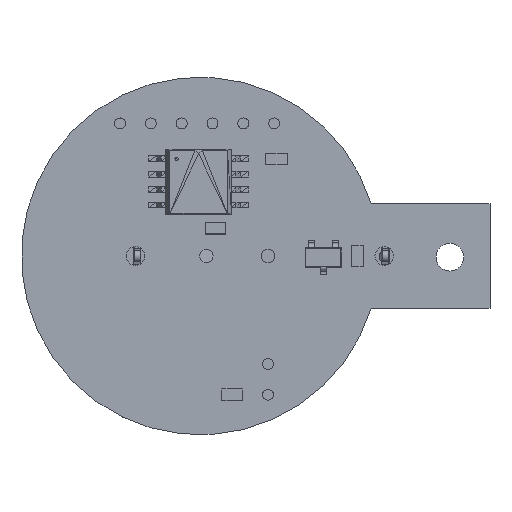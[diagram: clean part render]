
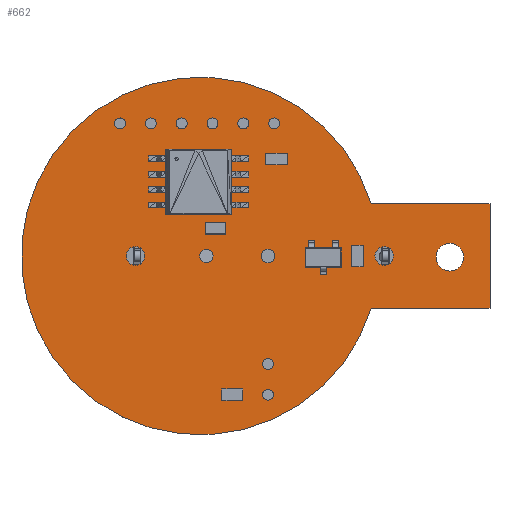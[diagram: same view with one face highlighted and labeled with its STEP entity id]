
A CAD part, top view. The second image highlights one B-rep face of the part: STEP entity #662.
In plain terms, the highlighted planar face has unit normal (0, 0, 1).
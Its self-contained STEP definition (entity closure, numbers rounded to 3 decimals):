
#63 = VERTEX_POINT('',#64);
#64 = CARTESIAN_POINT('',(28.817,4.318,0.));
#70 = EDGE_CURVE('',#63,#71,#73,.T.);
#71 = VERTEX_POINT('',#72);
#72 = CARTESIAN_POINT('',(38.608,4.318,0.));
#73 = LINE('',#74,#75);
#74 = CARTESIAN_POINT('',(28.817,4.318,0.));
#75 = VECTOR('',#76,1.);
#76 = DIRECTION('',(1.,0.,0.));
#101 = EDGE_CURVE('',#71,#102,#104,.T.);
#102 = VERTEX_POINT('',#103);
#103 = CARTESIAN_POINT('',(38.608,-4.318,0.));
#104 = LINE('',#105,#106);
#105 = CARTESIAN_POINT('',(38.608,4.318,0.));
#106 = VECTOR('',#107,1.);
#107 = DIRECTION('',(0.,-1.,0.));
#132 = EDGE_CURVE('',#102,#133,#135,.T.);
#133 = VERTEX_POINT('',#134);
#134 = CARTESIAN_POINT('',(28.817,-4.318,0.));
#135 = LINE('',#136,#137);
#136 = CARTESIAN_POINT('',(38.608,-4.318,0.));
#137 = VECTOR('',#138,1.);
#138 = DIRECTION('',(-1.,0.,0.));
#163 = EDGE_CURVE('',#133,#63,#164,.T.);
#164 = CIRCLE('',#165,14.732);
#165 = AXIS2_PLACEMENT_3D('',#166,#167,#168);
#166 = CARTESIAN_POINT('',(14.732,0.,0.)
  );
#167 = DIRECTION('',(0.,0.,-1.));
#168 = DIRECTION('',(0.956,-0.293,0.));
#189 = VERTEX_POINT('',#190);
#190 = CARTESIAN_POINT('',(8.578,10.922,0.));
#196 = EDGE_CURVE('',#189,#189,#197,.T.);
#197 = CIRCLE('',#198,0.45);
#198 = AXIS2_PLACEMENT_3D('',#199,#200,#201);
#199 = CARTESIAN_POINT('',(8.128,10.922,0.));
#200 = DIRECTION('',(0.,0.,1.));
#201 = DIRECTION('',(1.,0.,0.));
#222 = VERTEX_POINT('',#223);
#223 = CARTESIAN_POINT('',(15.79,0.,0.));
#229 = EDGE_CURVE('',#222,#222,#230,.T.);
#230 = CIRCLE('',#231,0.55);
#231 = AXIS2_PLACEMENT_3D('',#232,#233,#234);
#232 = CARTESIAN_POINT('',(15.24,0.,0.));
#233 = DIRECTION('',(0.,0.,1.));
#234 = DIRECTION('',(1.,0.,0.));
#255 = VERTEX_POINT('',#256);
#256 = CARTESIAN_POINT('',(10.16,0.,0.));
#262 = EDGE_CURVE('',#255,#255,#263,.T.);
#263 = CIRCLE('',#264,0.762);
#264 = AXIS2_PLACEMENT_3D('',#265,#266,#267);
#265 = CARTESIAN_POINT('',(9.398,0.,0.));
#266 = DIRECTION('',(0.,0.,1.));
#267 = DIRECTION('',(1.,0.,0.));
#288 = VERTEX_POINT('',#289);
#289 = CARTESIAN_POINT('',(11.118,10.922,0.));
#295 = EDGE_CURVE('',#288,#288,#296,.T.);
#296 = CIRCLE('',#297,0.45);
#297 = AXIS2_PLACEMENT_3D('',#298,#299,#300);
#298 = CARTESIAN_POINT('',(10.668,10.922,0.));
#299 = DIRECTION('',(0.,0.,1.));
#300 = DIRECTION('',(1.,0.,0.));
#321 = VERTEX_POINT('',#322);
#322 = CARTESIAN_POINT('',(16.198,10.922,0.));
#328 = EDGE_CURVE('',#321,#321,#329,.T.);
#329 = CIRCLE('',#330,0.45);
#330 = AXIS2_PLACEMENT_3D('',#331,#332,#333);
#331 = CARTESIAN_POINT('',(15.748,10.922,0.));
#332 = DIRECTION('',(0.,0.,1.));
#333 = DIRECTION('',(1.,0.,0.));
#354 = VERTEX_POINT('',#355);
#355 = CARTESIAN_POINT('',(13.658,10.922,0.));
#361 = EDGE_CURVE('',#354,#354,#362,.T.);
#362 = CIRCLE('',#363,0.45);
#363 = AXIS2_PLACEMENT_3D('',#364,#365,#366);
#364 = CARTESIAN_POINT('',(13.208,10.922,0.));
#365 = DIRECTION('',(0.,0.,1.));
#366 = DIRECTION('',(1.,0.,0.));
#387 = VERTEX_POINT('',#388);
#388 = CARTESIAN_POINT('',(20.77,-11.43,0.));
#394 = EDGE_CURVE('',#387,#387,#395,.T.);
#395 = CIRCLE('',#396,0.45);
#396 = AXIS2_PLACEMENT_3D('',#397,#398,#399);
#397 = CARTESIAN_POINT('',(20.32,-11.43,0.));
#398 = DIRECTION('',(0.,0.,1.));
#399 = DIRECTION('',(1.,0.,0.));
#420 = VERTEX_POINT('',#421);
#421 = CARTESIAN_POINT('',(20.77,-8.89,0.));
#427 = EDGE_CURVE('',#420,#420,#428,.T.);
#428 = CIRCLE('',#429,0.45);
#429 = AXIS2_PLACEMENT_3D('',#430,#431,#432);
#430 = CARTESIAN_POINT('',(20.32,-8.89,0.));
#431 = DIRECTION('',(0.,0.,1.));
#432 = DIRECTION('',(1.,0.,0.));
#453 = VERTEX_POINT('',#454);
#454 = CARTESIAN_POINT('',(36.449,-0.094,0.));
#460 = EDGE_CURVE('',#453,#453,#461,.T.);
#461 = CIRCLE('',#462,1.143);
#462 = AXIS2_PLACEMENT_3D('',#463,#464,#465);
#463 = CARTESIAN_POINT('',(35.306,-0.094,0.));
#464 = DIRECTION('',(0.,0.,1.));
#465 = DIRECTION('',(1.,0.,0.));
#486 = VERTEX_POINT('',#487);
#487 = CARTESIAN_POINT('',(20.87,0.,0.));
#493 = EDGE_CURVE('',#486,#486,#494,.T.);
#494 = CIRCLE('',#495,0.55);
#495 = AXIS2_PLACEMENT_3D('',#496,#497,#498);
#496 = CARTESIAN_POINT('',(20.32,0.,0.));
#497 = DIRECTION('',(0.,0.,1.));
#498 = DIRECTION('',(1.,0.,0.));
#519 = VERTEX_POINT('',#520);
#520 = CARTESIAN_POINT('',(18.738,10.922,0.));
#526 = EDGE_CURVE('',#519,#519,#527,.T.);
#527 = CIRCLE('',#528,0.45);
#528 = AXIS2_PLACEMENT_3D('',#529,#530,#531);
#529 = CARTESIAN_POINT('',(18.288,10.922,0.));
#530 = DIRECTION('',(0.,0.,1.));
#531 = DIRECTION('',(1.,0.,0.));
#552 = VERTEX_POINT('',#553);
#553 = CARTESIAN_POINT('',(30.658,0.,0.));
#559 = EDGE_CURVE('',#552,#552,#560,.T.);
#560 = CIRCLE('',#561,0.762);
#561 = AXIS2_PLACEMENT_3D('',#562,#563,#564);
#562 = CARTESIAN_POINT('',(29.896,0.,0.));
#563 = DIRECTION('',(0.,0.,1.));
#564 = DIRECTION('',(1.,0.,0.));
#585 = VERTEX_POINT('',#586);
#586 = CARTESIAN_POINT('',(21.278,10.922,0.));
#592 = EDGE_CURVE('',#585,#585,#593,.T.);
#593 = CIRCLE('',#594,0.45);
#594 = AXIS2_PLACEMENT_3D('',#595,#596,#597);
#595 = CARTESIAN_POINT('',(20.828,10.922,0.));
#596 = DIRECTION('',(0.,0.,1.));
#597 = DIRECTION('',(1.,0.,0.));
#662 = ADVANCED_FACE('',(#663,#669,#672,#675,#678,#681,#684,#687,#690,
    #693,#696,#699,#702,#705),#708,.T.);
#663 = FACE_BOUND('',#664,.F.);
#664 = EDGE_LOOP('',(#665,#666,#667,#668));
#665 = ORIENTED_EDGE('',*,*,#70,.T.);
#666 = ORIENTED_EDGE('',*,*,#101,.T.);
#667 = ORIENTED_EDGE('',*,*,#132,.T.);
#668 = ORIENTED_EDGE('',*,*,#163,.T.);
#669 = FACE_BOUND('',#670,.T.);
#670 = EDGE_LOOP('',(#671));
#671 = ORIENTED_EDGE('',*,*,#196,.F.);
#672 = FACE_BOUND('',#673,.T.);
#673 = EDGE_LOOP('',(#674));
#674 = ORIENTED_EDGE('',*,*,#229,.F.);
#675 = FACE_BOUND('',#676,.T.);
#676 = EDGE_LOOP('',(#677));
#677 = ORIENTED_EDGE('',*,*,#262,.F.);
#678 = FACE_BOUND('',#679,.T.);
#679 = EDGE_LOOP('',(#680));
#680 = ORIENTED_EDGE('',*,*,#295,.F.);
#681 = FACE_BOUND('',#682,.T.);
#682 = EDGE_LOOP('',(#683));
#683 = ORIENTED_EDGE('',*,*,#328,.F.);
#684 = FACE_BOUND('',#685,.T.);
#685 = EDGE_LOOP('',(#686));
#686 = ORIENTED_EDGE('',*,*,#361,.F.);
#687 = FACE_BOUND('',#688,.T.);
#688 = EDGE_LOOP('',(#689));
#689 = ORIENTED_EDGE('',*,*,#394,.F.);
#690 = FACE_BOUND('',#691,.T.);
#691 = EDGE_LOOP('',(#692));
#692 = ORIENTED_EDGE('',*,*,#427,.F.);
#693 = FACE_BOUND('',#694,.T.);
#694 = EDGE_LOOP('',(#695));
#695 = ORIENTED_EDGE('',*,*,#460,.F.);
#696 = FACE_BOUND('',#697,.T.);
#697 = EDGE_LOOP('',(#698));
#698 = ORIENTED_EDGE('',*,*,#493,.F.);
#699 = FACE_BOUND('',#700,.T.);
#700 = EDGE_LOOP('',(#701));
#701 = ORIENTED_EDGE('',*,*,#526,.F.);
#702 = FACE_BOUND('',#703,.T.);
#703 = EDGE_LOOP('',(#704));
#704 = ORIENTED_EDGE('',*,*,#559,.F.);
#705 = FACE_BOUND('',#706,.T.);
#706 = EDGE_LOOP('',(#707));
#707 = ORIENTED_EDGE('',*,*,#592,.F.);
#708 = PLANE('',#709);
#709 = AXIS2_PLACEMENT_3D('',#710,#711,#712);
#710 = CARTESIAN_POINT('',(28.817,4.318,0.));
#711 = DIRECTION('',(0.,0.,1.));
#712 = DIRECTION('',(1.,0.,0.));
